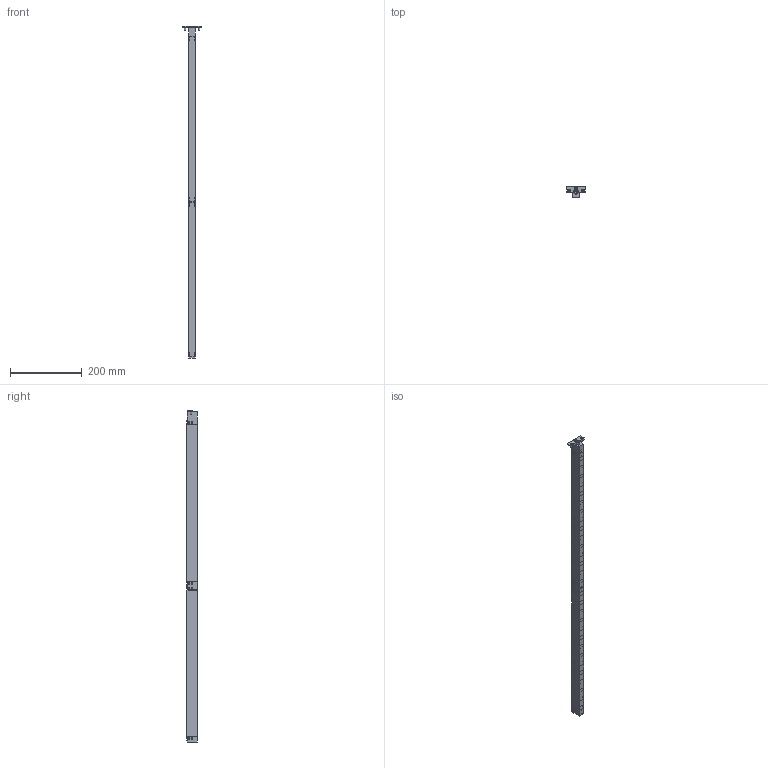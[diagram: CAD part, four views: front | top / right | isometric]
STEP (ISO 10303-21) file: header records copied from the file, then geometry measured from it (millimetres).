
FILE_DESCRIPTION(/* description */ ('DIE LIFTER'),/* implementation_level */ '2;1');
FILE_NAME(/* name */ 'EHB18-29.stp',/* time_stamp */ '2019-11-20T14:57:24+08:00',/* author */ ('yue.yang'),/* organization */ (''),/* preprocessor_version */ 'ST-DEVELOPER v17',/* originating_system */ 'Autodesk Inventor 2019',/* authorisation */ '');
FILE_SCHEMA (('AUTOMOTIVE_DESIGN { 1 0 10303 214 3 1 1 }'));
Length unit declared in the file: millimetre
Products named in the file (2): EHB18-29; EHB18-29_Substitute_1
Assembly tree (1 placements, depth 2):
  EHB18-29
    EHB18-29_Substitute_1
Bounding box: 52 x 31.46 x 928 mm (x, y, z)
Volume: 384101.7 mm3; surface area: 189644.3 mm2
Topology: 59 solids, 59 shells, 1049 faces, 3267 edges, 2298 vertices
Faces by surface type: plane 386, cylinder 323, cone 162, torus 149, sphere 29
Full cylindrical faces by diameter (mm): 3 x3, 4 x2, 4.3 x2, 5 x47, 5.5 x2, 6.647 x4, 7.5 x1, 8 x3, 8.566 x1, 10 x5, 10.2 x29, 10.5 x1, 12.05 x29, 13.5 x29, 13.55 x29, 15.55 x29, 15.7 x29
Entity records: 42957 total; most frequent: CARTESIAN_POINT 11207, DIRECTION 6841, ORIENTED_EDGE 6348, EDGE_CURVE 3174, AXIS2_PLACEMENT_3D 2989, VERTEX_POINT 2298, CIRCLE 1937, EDGE_LOOP 1330
